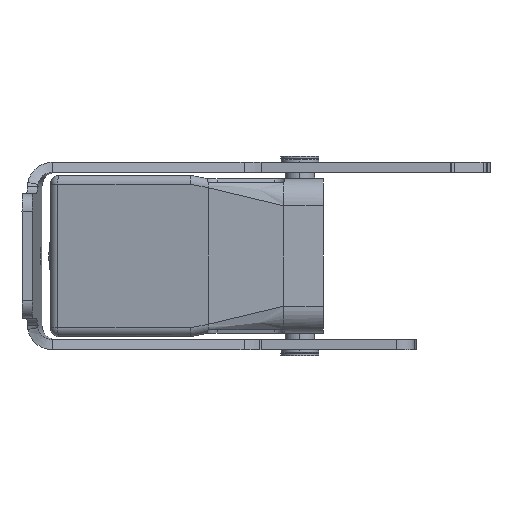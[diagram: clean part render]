
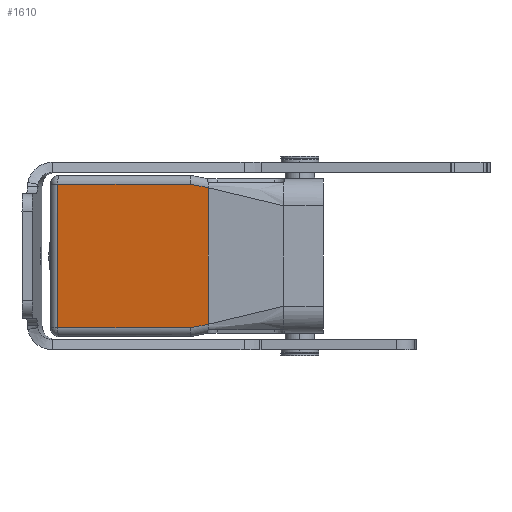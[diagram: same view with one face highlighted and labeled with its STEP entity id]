
A CAD part, left-side view. The second image highlights one B-rep face of the part: STEP entity #1610.
In plain terms, the highlighted planar face has unit normal (-0.982, 0.191, 0).
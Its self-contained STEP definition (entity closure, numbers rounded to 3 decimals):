
#371=B_SPLINE_CURVE_WITH_KNOTS('',3,(#16757,#16758,#16759,#16760),
 .UNSPECIFIED.,.F.,.F.,(4,4),(0.,1.),.UNSPECIFIED.);
#406=B_SPLINE_CURVE_WITH_KNOTS('',3,(#17078,#17079,#17080,#17081),
 .UNSPECIFIED.,.F.,.F.,(4,4),(0.,1.),.UNSPECIFIED.);
#436=B_SPLINE_CURVE_WITH_KNOTS('',3,(#17282,#17283,#17284,#17285),
 .UNSPECIFIED.,.F.,.F.,(4,4),(0.,1.),.UNSPECIFIED.);
#437=B_SPLINE_CURVE_WITH_KNOTS('',3,(#17287,#17288,#17289,#17290),
 .UNSPECIFIED.,.F.,.F.,(4,4),(0.,1.),.UNSPECIFIED.);
#961=PLANE('',#10879);
#1610=ADVANCED_FACE('NONE',(#2221),#961,.T.);
#2221=FACE_OUTER_BOUND('',#2833,.T.);
#2833=EDGE_LOOP('',(#4879,#4880,#4881,#4882,#4883,#4884));
#4879=ORIENTED_EDGE('',*,*,#8237,.T.);
#4880=ORIENTED_EDGE('',*,*,#8238,.F.);
#4881=ORIENTED_EDGE('',*,*,#8204,.T.);
#4882=ORIENTED_EDGE('',*,*,#8095,.T.);
#4883=ORIENTED_EDGE('',*,*,#8098,.T.);
#4884=ORIENTED_EDGE('',*,*,#8129,.T.);
#6697=VERTEX_POINT('',#15529);
#6753=VERTEX_POINT('',#15843);
#6846=VERTEX_POINT('',#16597);
#6869=VERTEX_POINT('',#16756);
#6918=VERTEX_POINT('',#17082);
#6939=VERTEX_POINT('',#17286);
#8095=EDGE_CURVE('NONE',#6846,#6697,#9398,.T.);
#8098=EDGE_CURVE('NONE',#6697,#6753,#9400,.T.);
#8129=EDGE_CURVE('NONE',#6753,#6869,#371,.T.);
#8204=EDGE_CURVE('NONE',#6918,#6846,#406,.T.);
#8237=EDGE_CURVE('NONE',#6869,#6939,#436,.T.);
#8238=EDGE_CURVE('NONE',#6918,#6939,#437,.T.);
#9398=LINE('',#16596,#10254);
#9400=LINE('',#16607,#10256);
#10254=VECTOR('',#12332,1.);
#10256=VECTOR('',#12336,1.);
#10879=AXIS2_PLACEMENT_3D('',#17291,#12488,#12489);
#12332=DIRECTION('',(0.191,0.982,0.));
#12336=DIRECTION('',(0.,0.,-1.));
#12488=DIRECTION('',(-0.982,0.191,0.));
#12489=DIRECTION('',(-0.191,-0.982,0.));
#15529=CARTESIAN_POINT('',(-55.652,34.789,20.));
#15843=CARTESIAN_POINT('',(-55.652,34.789,-20.));
#16596=CARTESIAN_POINT('',(-55.259,36.813,20.));
#16597=CARTESIAN_POINT('',(-62.839,-2.187,20.));
#16607=CARTESIAN_POINT('',(-55.652,34.789,0.));
#16756=CARTESIAN_POINT('',(-62.839,-2.187,-20.));
#16757=CARTESIAN_POINT('',(-55.652,34.789,-20.));
#16758=CARTESIAN_POINT('',(-58.047,22.464,-20.));
#16759=CARTESIAN_POINT('',(-60.443,10.138,-20.));
#16760=CARTESIAN_POINT('',(-62.839,-2.187,-20.));
#17078=CARTESIAN_POINT('',(-63.811,-7.188,19.));
#17079=CARTESIAN_POINT('',(-63.487,-5.521,19.333));
#17080=CARTESIAN_POINT('',(-63.163,-3.854,19.667));
#17081=CARTESIAN_POINT('',(-62.839,-2.187,20.));
#17082=CARTESIAN_POINT('',(-63.811,-7.188,19.));
#17282=CARTESIAN_POINT('',(-62.839,-2.187,-20.));
#17283=CARTESIAN_POINT('',(-63.163,-3.854,-19.667));
#17284=CARTESIAN_POINT('',(-63.487,-5.521,-19.333));
#17285=CARTESIAN_POINT('',(-63.811,-7.188,-19.));
#17286=CARTESIAN_POINT('',(-63.811,-7.188,-19.));
#17287=CARTESIAN_POINT('',(-63.811,-7.188,19.));
#17288=CARTESIAN_POINT('',(-63.811,-7.188,6.333));
#17289=CARTESIAN_POINT('',(-63.811,-7.188,-6.333));
#17290=CARTESIAN_POINT('',(-63.811,-7.188,-19.));
#17291=CARTESIAN_POINT('',(-55.259,36.813,0.));
